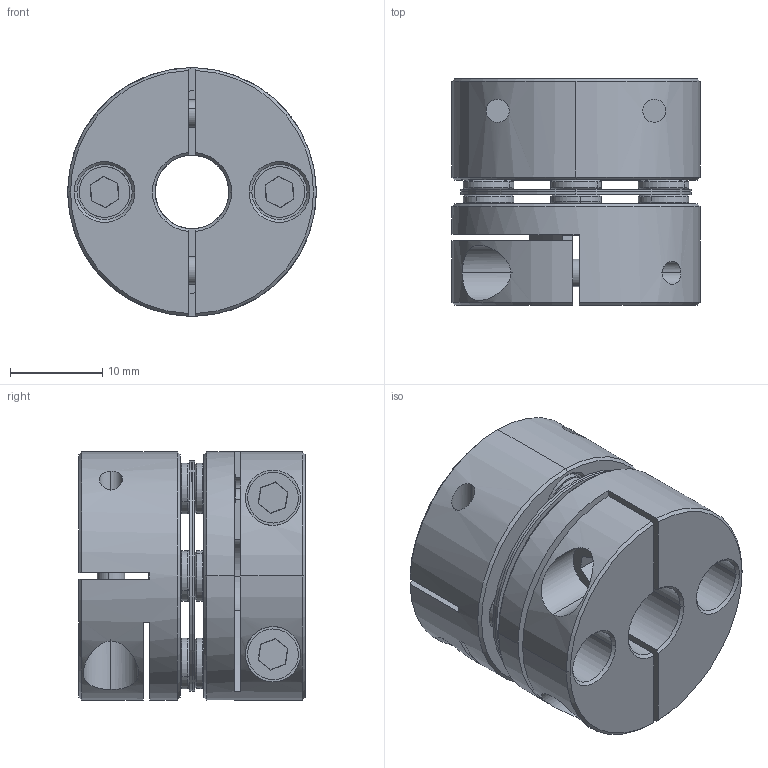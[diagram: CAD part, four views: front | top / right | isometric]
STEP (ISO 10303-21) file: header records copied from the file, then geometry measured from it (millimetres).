
FILE_DESCRIPTION(/* description */ ('Alibre Inc.'),/* implementation_level */ '2;1');
FILE_NAME(/* name */ 'export-1419B9C9-730E-4071-8BD2-9FAD04F563AC',/* time_stamp */ '2024-06-08T15:54:17+02:00',/* author */ (''),/* organization */ (''),/* preprocessor_version */ 'ST-DEVELOPER v17',/* originating_system */ 'Alibre',/* authorisation */ '');
FILE_SCHEMA (('AUTOMOTIVE_DESIGN'));
Length unit declared in the file: millimetre
Products named in the file (7): Á³µ·_M3; SG27ºÝ¥»Åé_27¤º8; ¶ê½L¼u¤ù_SGS27; Á³µ·®Mµ©_SGS27; Á³µ·_M3L6; SG ºÝ¥»Åé²Õ¦X_SG27; SGS27(8-8)
Bounding box: 27 x 24.6 x 27 mm (x, y, z)
Volume: 9637.9 mm3; surface area: 10375.5 mm2
Topology: 20 solids, 20 shells, 408 faces, 970 edges, 608 vertices
Faces by surface type: cylinder 158, plane 126, cone 108, torus 16
Entity records: 4709 total; most frequent: CARTESIAN_POINT 1049, DIRECTION 780, ORIENTED_EDGE 682, EDGE_CURVE 341, AXIS2_PLACEMENT_3D 334, VERTEX_POINT 216, EDGE_LOOP 165, FACE_BOUND 165
